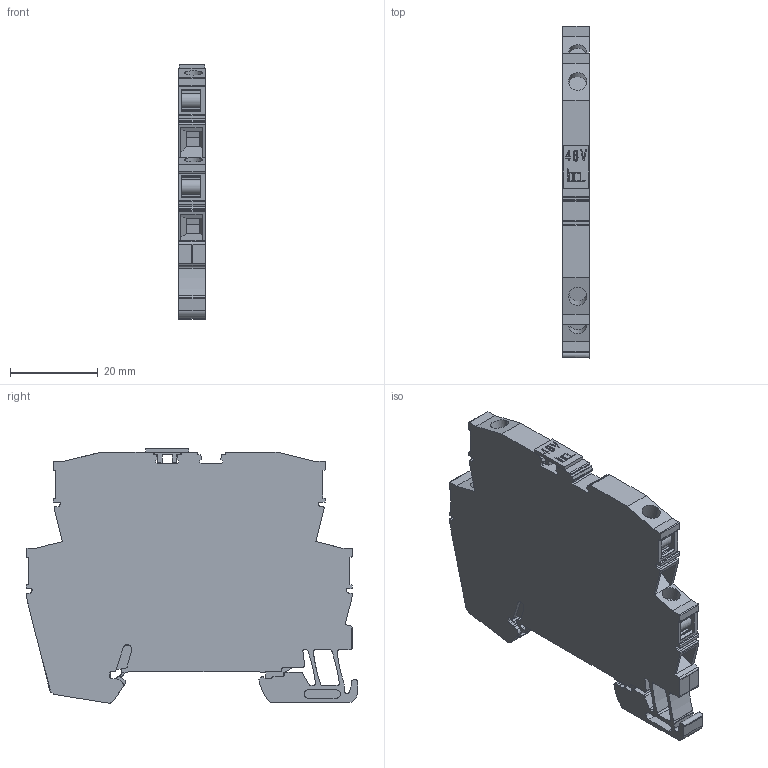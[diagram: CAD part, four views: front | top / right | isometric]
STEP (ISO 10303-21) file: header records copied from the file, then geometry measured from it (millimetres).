
FILE_DESCRIPTION(('CATIA V5R24 STEP','CAx-IF Rec.Pracs.--- Model Styling and Organization---1.2---2011-12-15'),'2;1');
FILE_NAME ('9497869_4_1063860000_S3D_VSSC4_SL_48VAC-DC_0-5A.stp','2017-11-16T13:02:49+00:00',('none'),('Weidmueller'),'CATIA Version 5-6 Release 2014 SP4','CATIA V5 STEP AP214','none');
FILE_SCHEMA(('AUTOMOTIVE_DESIGN { 1 0 10303 214 1 1 1 1 }'));
Length unit declared in the file: millimetre
Products named in the file (1): 1063860000
Bounding box: 6.1 x 75.7 x 58.04 mm (x, y, z)
Volume: 15074.7 mm3; surface area: 15760.9 mm2
Topology: 14 solids, 14 shells, 798 faces, 2250 edges, 1502 vertices
Faces by surface type: plane 552, cylinder 230, extrusion 16
Entity records: 26296 total; most frequent: CARTESIAN_POINT 5300, ORIENTED_EDGE 4500, DIRECTION 3541, EDGE_CURVE 2250, VECTOR 1751, LINE 1735, VERTEX_POINT 1502, AXIS2_PLACEMENT_3D 1113
